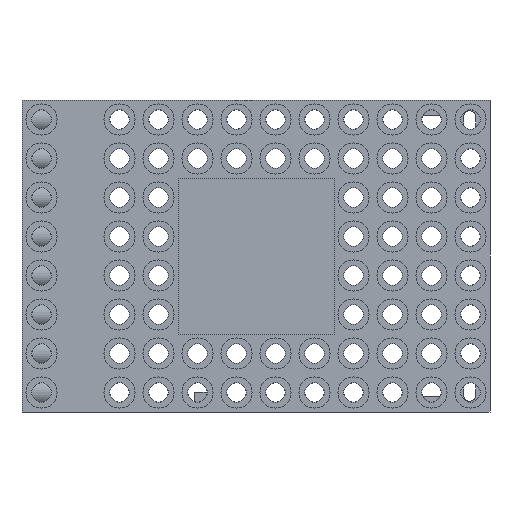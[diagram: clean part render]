
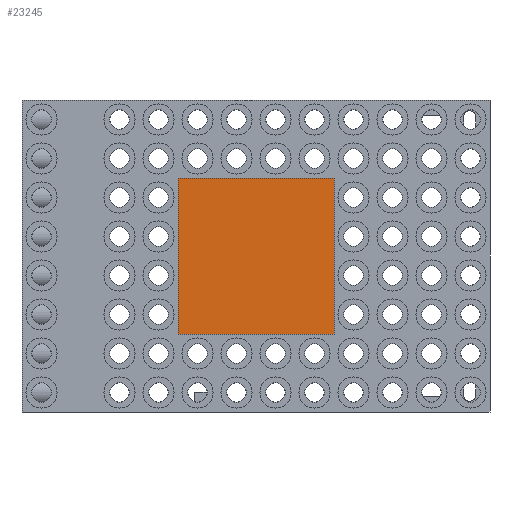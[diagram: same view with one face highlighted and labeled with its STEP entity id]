
A CAD part, front view. The second image highlights one B-rep face of the part: STEP entity #23245.
In plain terms, the highlighted planar face has unit normal (0, -1, 0).
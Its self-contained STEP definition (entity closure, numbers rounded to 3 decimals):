
#4142=FACE_OUTER_BOUND('',#5601,.T.);
#5601=EDGE_LOOP('',(#20629,#20630,#20631,#20632));
#6895=LINE('',#41443,#8195);
#6897=LINE('',#41447,#8197);
#6899=LINE('',#41451,#8199);
#6901=LINE('',#41454,#8201);
#8195=VECTOR('',#33568,40.);
#8197=VECTOR('',#33572,40.);
#8199=VECTOR('',#33576,40.);
#8201=VECTOR('',#33580,40.);
#10504=VERTEX_POINT('',#41440);
#10505=VERTEX_POINT('',#41442);
#10506=VERTEX_POINT('',#41446);
#10507=VERTEX_POINT('',#41450);
#13876=EDGE_CURVE('',#10505,#10504,#6895,.T.);
#13878=EDGE_CURVE('',#10506,#10505,#6897,.T.);
#13880=EDGE_CURVE('',#10507,#10506,#6899,.T.);
#13882=EDGE_CURVE('',#10504,#10507,#6901,.T.);
#20629=ORIENTED_EDGE('',*,*,#13876,.T.);
#20630=ORIENTED_EDGE('',*,*,#13882,.T.);
#20631=ORIENTED_EDGE('',*,*,#13880,.T.);
#20632=ORIENTED_EDGE('',*,*,#13878,.T.);
#21106=PLANE('',#26270);
#23245=ADVANCED_FACE('',(#4142),#21106,.F.);
#26270=AXIS2_PLACEMENT_3D('',#41455,#33581,#33582);
#33568=DIRECTION('',(0.,0.,1.));
#33572=DIRECTION('',(1.,0.,0.));
#33576=DIRECTION('',(0.,0.,-1.));
#33580=DIRECTION('',(-1.,0.,0.));
#33581=DIRECTION('center_axis',(0.,1.,0.));
#33582=DIRECTION('ref_axis',(0.,0.,1.));
#41440=CARTESIAN_POINT('',(20.,0.5,20.));
#41442=CARTESIAN_POINT('',(20.,0.5,-20.));
#41443=CARTESIAN_POINT('',(20.,0.5,-20.));
#41446=CARTESIAN_POINT('',(-20.,0.5,-20.));
#41447=CARTESIAN_POINT('',(-20.,0.5,-20.));
#41450=CARTESIAN_POINT('',(-20.,0.5,20.));
#41451=CARTESIAN_POINT('',(-20.,0.5,20.));
#41454=CARTESIAN_POINT('',(20.,0.5,20.));
#41455=CARTESIAN_POINT('Origin',(0.,0.5,0.));
